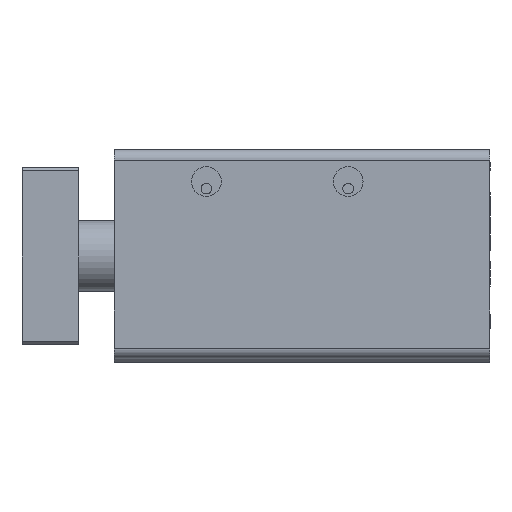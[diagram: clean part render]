
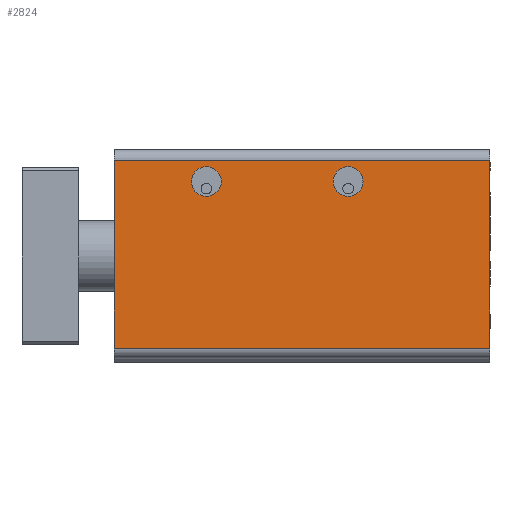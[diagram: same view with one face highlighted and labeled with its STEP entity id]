
A CAD part, front view. The second image highlights one B-rep face of the part: STEP entity #2824.
In plain terms, the highlighted planar face has unit normal (0, -1, 0).
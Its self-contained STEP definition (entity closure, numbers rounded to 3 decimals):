
#2739=CARTESIAN_POINT('',(183.,-102.,-13.));
#2740=VERTEX_POINT('Vertex176',#2739);
#2749=CARTESIAN_POINT('',(236.,-102.,-13.));
#2750=VERTEX_POINT('Vertex177',#2749);
#2758=CARTESIAN_POINT('',(209.5,-102.,-13.));
#2759=DIRECTION('',(-1.,0.,0.));
#2760=VECTOR('',#2759,1.);
#2761=LINE('nurbsCrv252',#2758,#2760);
#2762=EDGE_CURVE('Edge252',#2750,#2740,#2761,.T.);
#2772=CARTESIAN_POINT('',(183.,-102.,13.5));
#2773=VERTEX_POINT('Vertex180',#2772);
#2774=CARTESIAN_POINT('',(183.,-102.,0.25));
#2775=DIRECTION('',(0.,0.,-1.));
#2776=VECTOR('',#2775,1.);
#2777=LINE('nurbsCrv255',#2774,#2776);
#2778=EDGE_CURVE('Edge255',#2773,#2740,#2777,.T.);
#2779=ORIENTED_EDGE('Edgeuse334',*,*,#2778,.T.);
#2780=ORIENTED_EDGE('Edgeuse335',*,*,#2762,.F.);
#2781=CARTESIAN_POINT('',(236.,-102.,13.5));
#2782=VERTEX_POINT('Vertex181',#2781);
#2783=CARTESIAN_POINT('',(236.,-102.,0.25));
#2784=DIRECTION('',(0.,0.,-1.));
#2785=VECTOR('',#2784,1.);
#2786=LINE('nurbsCrv256',#2783,#2785);
#2787=EDGE_CURVE('Edge256',#2782,#2750,#2786,.T.);
#2788=ORIENTED_EDGE('Edgeuse336',*,*,#2787,.F.);
#2789=CARTESIAN_POINT('',(209.5,-102.,13.5));
#2790=DIRECTION('',(-1.,0.,0.));
#2791=VECTOR('',#2790,1.);
#2792=LINE('nurbsCrv257',#2789,#2791);
#2793=EDGE_CURVE('Edge257',#2782,#2773,#2792,.T.);
#2794=ORIENTED_EDGE('Edgeuse337',*,*,#2793,.T.);
#2795=EDGE_LOOP('',(#2779,#2780,#2788,#2794));
#2796=FACE_OUTER_BOUND('',#2795,.T.);
#2797=CARTESIAN_POINT('',(193.9,-102.,10.5));
#2798=VERTEX_POINT('Vertex178',#2797);
#2799=CARTESIAN_POINT('',(196.,-102.,10.5));
#2800=DIRECTION('',(0.,1.,0.));
#2801=DIRECTION('',(-1.,0.,0.));
#2802=AXIS2_PLACEMENT_3D('',#2799,#2800,#2801);
#2803=CIRCLE('nurbsCrv253',#2802,2.1);
#2804=EDGE_CURVE('Edge253',#2798,#2798,#2803,.T.);
#2805=ORIENTED_EDGE('Edgeuse332',*,*,#2804,.T.);
#2806=EDGE_LOOP('',(#2805));
#2807=FACE_BOUND('',#2806,.T.);
#2808=CARTESIAN_POINT('',(213.9,-102.,10.5));
#2809=VERTEX_POINT('Vertex179',#2808);
#2810=CARTESIAN_POINT('',(216.,-102.,10.5));
#2811=DIRECTION('',(0.,1.,0.));
#2812=DIRECTION('',(-1.,0.,0.));
#2813=AXIS2_PLACEMENT_3D('',#2810,#2811,#2812);
#2814=CIRCLE('nurbsCrv254',#2813,2.1);
#2815=EDGE_CURVE('Edge254',#2809,#2809,#2814,.T.);
#2816=ORIENTED_EDGE('Edgeuse333',*,*,#2815,.T.);
#2817=EDGE_LOOP('',(#2816));
#2818=FACE_BOUND('',#2817,.T.);
#2819=CARTESIAN_POINT('',(209.5,-102.,0.25));
#2820=DIRECTION('',(0.,-1.,0.));
#2821=DIRECTION('',(0.,0.,-1.));
#2822=AXIS2_PLACEMENT_3D('',#2819,#2820,#2821);
#2823=PLANE('nurbsSrf83',#2822);
#2824=ADVANCED_FACE('Face83',(#2796,#2807,#2818),#2823,.T.);
